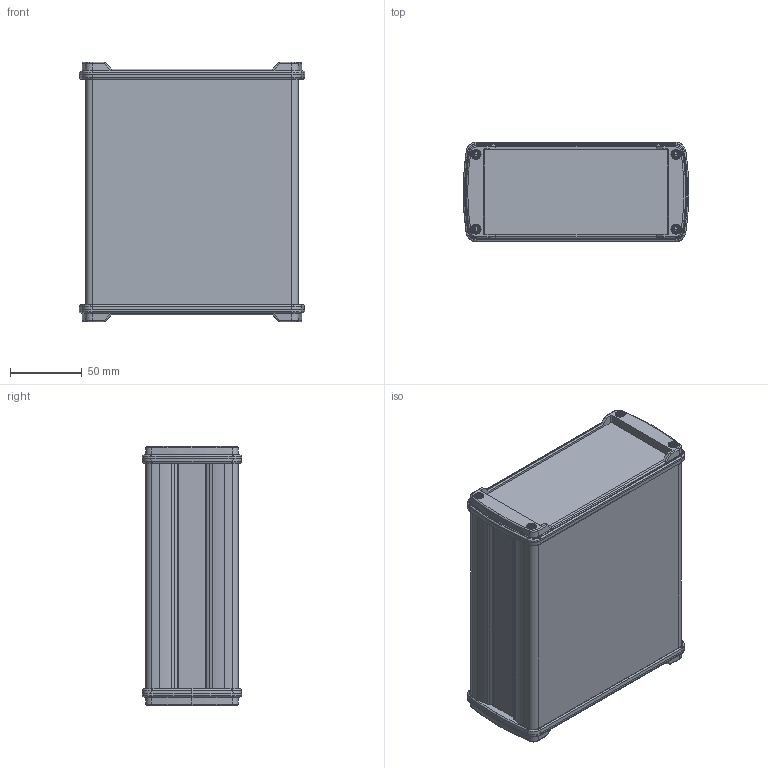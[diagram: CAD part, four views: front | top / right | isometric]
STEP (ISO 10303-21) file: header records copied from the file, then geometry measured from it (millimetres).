
FILE_DESCRIPTION (( 'STEP AP214' ), '1' );
FILE_NAME ('07502511.STEP', '2016-03-10T10:31:15', ( 'Macha' ), ( 'Hewlett-Packard Company' ), 'SwSTEP 2.0', 'SolidWorks 2015', '' );
FILE_SCHEMA (( 'AUTOMOTIVE_DESIGN' ));
Length unit declared in the file: millimetre
Products named in the file (12): 56172; 11582_160 mm mit Bearbeitung f〉 M3; 82002_im Deckel eingebaut; 95984; 93686; 98865; 93372; 88682; 12898; 93022; 11570_160 mm; 07502511
Assembly tree (39 placements, depth 3):
  07502511
    11570_160 mm  x2
    93022  x4
    12898  x2
    88682  x2
    93372  x2
    98865  x8
    93686  x8
    95984  x8
    82002_im Deckel eingebaut
    56172
      11582_160 mm mit Bearbeitung f〉 M3
Bounding box: 157.2 x 69 x 180.4 mm (x, y, z)
Volume: 384084.5 mm3; surface area: 265208.2 mm2
Topology: 38 solids, 38 shells, 2316 faces, 6002 edges, 3834 vertices
Faces by surface type: plane 845, cylinder 793, torus 240, cone 218, bspline 196, sphere 24
Entity records: 40846 total; most frequent: CARTESIAN_POINT 10995, DIRECTION 6228, ORIENTED_EDGE 6190, EDGE_CURVE 3095, AXIS2_PLACEMENT_3D 2257, VERTEX_POINT 2000, LINE 1714, VECTOR 1714
